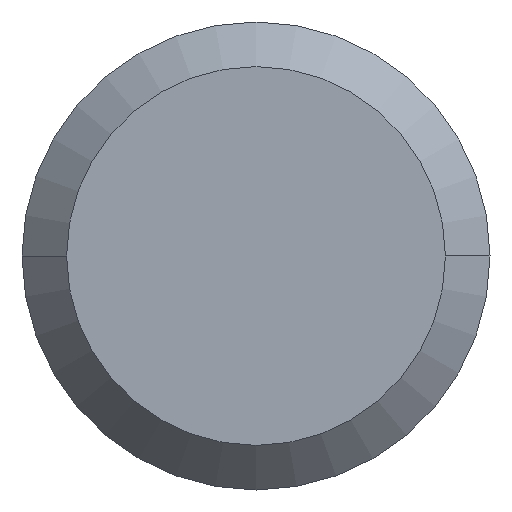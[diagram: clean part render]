
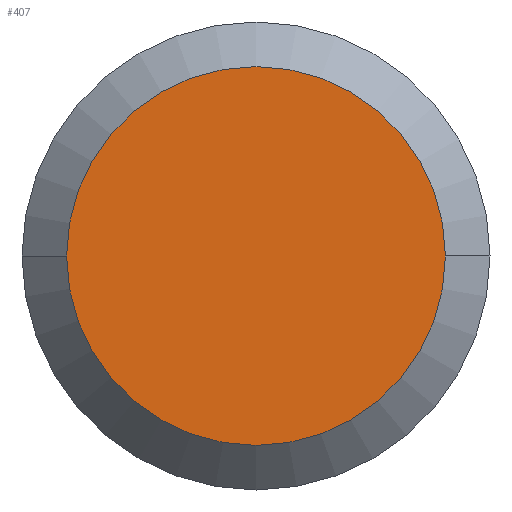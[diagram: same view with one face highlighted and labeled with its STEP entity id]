
A CAD part, left-side view. The second image highlights one B-rep face of the part: STEP entity #407.
In plain terms, the highlighted planar face has unit normal (-1, 0, 0).
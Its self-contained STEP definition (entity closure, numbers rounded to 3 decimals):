
#13 = AXIS2_PLACEMENT_3D ( 'NONE', #154, #345, #61 ) ;
#23 = DIRECTION ( 'NONE',  ( -1., 0., 0. ) ) ;
#60 = CARTESIAN_POINT ( 'NONE',  ( 0., 0., 0. ) ) ;
#61 = DIRECTION ( 'NONE',  ( 0., 1., 0. ) ) ;
#62 = EDGE_LOOP ( 'NONE', ( #96, #170 ) ) ;
#96 = ORIENTED_EDGE ( 'NONE', *, *, #391, .F. ) ;
#99 = AXIS2_PLACEMENT_3D ( 'NONE', #60, #179, #399 ) ;
#114 = AXIS2_PLACEMENT_3D ( 'NONE', #298, #23, #371 ) ;
#154 = CARTESIAN_POINT ( 'NONE',  ( 0., 0., 0. ) ) ;
#160 = EDGE_CURVE ( 'NONE', #326, #266, #283, .T. ) ;
#170 = ORIENTED_EDGE ( 'NONE', *, *, #160, .F. ) ;
#179 = DIRECTION ( 'NONE',  ( 1., 0., 0. ) ) ;
#194 = CARTESIAN_POINT ( 'NONE',  ( 0., 3.238, 0. ) ) ;
#228 = FACE_OUTER_BOUND ( 'NONE', #62, .T. ) ;
#260 = CIRCLE ( 'NONE', #99, 3.238 ) ;
#266 = VERTEX_POINT ( 'NONE', #194 ) ;
#283 = CIRCLE ( 'NONE', #13, 3.238 ) ;
#298 = CARTESIAN_POINT ( 'NONE',  ( 0., 0., 0. ) ) ;
#301 = PLANE ( 'NONE',  #114 ) ;
#326 = VERTEX_POINT ( 'NONE', #346 ) ;
#345 = DIRECTION ( 'NONE',  ( 1., 0., 0. ) ) ;
#346 = CARTESIAN_POINT ( 'NONE',  ( 0., -3.238, 0. ) ) ;
#371 = DIRECTION ( 'NONE',  ( 0., -1., 0. ) ) ;
#391 = EDGE_CURVE ( 'NONE', #266, #326, #260, .T. ) ;
#399 = DIRECTION ( 'NONE',  ( 0., 1., 0. ) ) ;
#407 = ADVANCED_FACE ( 'NONE', ( #228 ), #301, .T. ) ;
